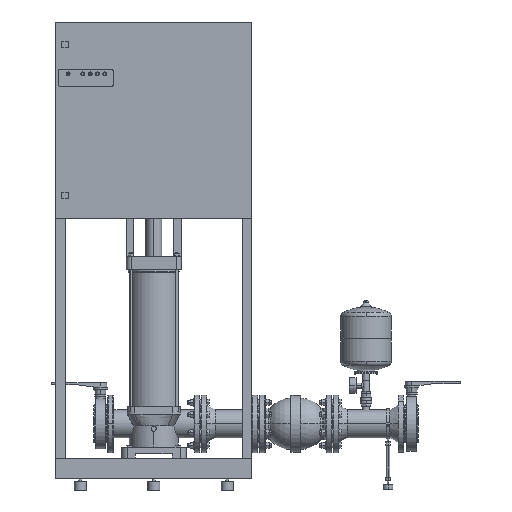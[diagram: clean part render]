
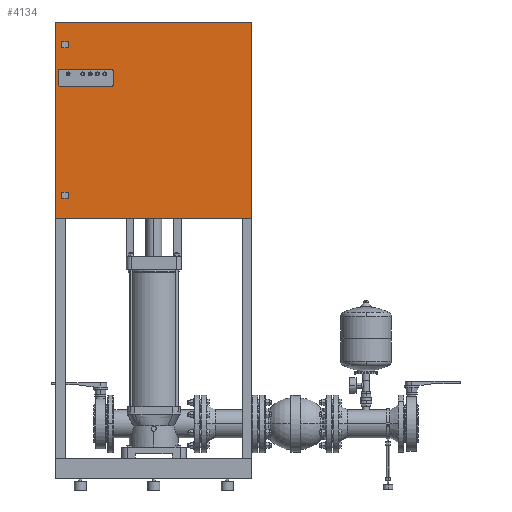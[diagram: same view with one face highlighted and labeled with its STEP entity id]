
A CAD part, front view. The second image highlights one B-rep face of the part: STEP entity #4134.
In plain terms, the highlighted planar face has unit normal (0, -1, 0).
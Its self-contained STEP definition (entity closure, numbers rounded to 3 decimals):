
#3393=CARTESIAN_POINT('',(400.0,-525.0,1910.0));
#3394=VERTEX_POINT('',#3393);
#3395=CARTESIAN_POINT('',(400.0,-525.0,1110.0));
#3396=VERTEX_POINT('',#3395);
#3397=CARTESIAN_POINT('',(400.0,-525.0,1910.0));
#3398=DIRECTION('',(0.0,0.0,-1.0));
#3399=VECTOR('',#3398,800.0);
#3400=LINE('',#3397,#3399);
#3401=EDGE_CURVE('',#3394,#3396,#3400,.T.);
#3510=CARTESIAN_POINT('',(-385.,-525.0,1715.0));
#3511=VERTEX_POINT('',#3510);
#3518=CARTESIAN_POINT('',(-390.,-525.0,1710.0));
#3519=VERTEX_POINT('',#3518);
#3520=CARTESIAN_POINT('',(-385.,-525.,1710.0));
#3521=DIRECTION('',(0.0,1.,0.0));
#3522=DIRECTION('',(-0.707,0.0,0.707));
#3523=AXIS2_PLACEMENT_3D('',#3520,#3521,#3522);
#3524=CIRCLE('',#3523,5.);
#3525=EDGE_CURVE('',#3519,#3511,#3524,.T.);
#3542=CARTESIAN_POINT('',(-390.,-525.0,1653.0));
#3543=VERTEX_POINT('',#3542);
#3544=CARTESIAN_POINT('',(-390.,-525.0,1653.0));
#3545=DIRECTION('',(0.0,0.0,1.0));
#3546=VECTOR('',#3545,57.0);
#3547=LINE('',#3544,#3546);
#3548=EDGE_CURVE('',#3543,#3519,#3547,.T.);
#3565=CARTESIAN_POINT('',(-385.,-525.0,1648.0));
#3566=VERTEX_POINT('',#3565);
#3567=CARTESIAN_POINT('',(-385.,-525.,1653.0));
#3568=DIRECTION('',(0.0,1.,0.0));
#3569=DIRECTION('',(-0.707,0.0,-0.707));
#3570=AXIS2_PLACEMENT_3D('',#3567,#3568,#3569);
#3571=CIRCLE('',#3570,5.);
#3572=EDGE_CURVE('',#3566,#3543,#3571,.T.);
#3592=CARTESIAN_POINT('',(-171.0,-525.0,1715.0));
#3593=VERTEX_POINT('',#3592);
#3600=CARTESIAN_POINT('',(-385.,-525.0,1715.0));
#3601=DIRECTION('',(1.0,0.0,0.0));
#3602=VECTOR('',#3601,214.);
#3603=LINE('',#3600,#3602);
#3604=EDGE_CURVE('',#3511,#3593,#3603,.T.);
#3615=CARTESIAN_POINT('',(-171.0,-525.0,1648.0));
#3616=VERTEX_POINT('',#3615);
#3617=CARTESIAN_POINT('',(-171.0,-525.0,1648.0));
#3618=DIRECTION('',(-1.0,0.0,0.0));
#3619=VECTOR('',#3618,214.);
#3620=LINE('',#3617,#3619);
#3621=EDGE_CURVE('',#3616,#3566,#3620,.T.);
#3640=CARTESIAN_POINT('',(-166.0,-525.0,1653.0));
#3641=VERTEX_POINT('',#3640);
#3642=CARTESIAN_POINT('',(-171.0,-525.,1653.0));
#3643=DIRECTION('',(0.0,1.0,0.0));
#3644=DIRECTION('',(0.0,0.0,1.0));
#3645=AXIS2_PLACEMENT_3D('',#3642,#3643,#3644);
#3646=CIRCLE('',#3645,5.);
#3647=EDGE_CURVE('',#3641,#3616,#3646,.T.);
#3665=CARTESIAN_POINT('',(-166.0,-525.0,1710.0));
#3666=VERTEX_POINT('',#3665);
#3667=CARTESIAN_POINT('',(-166.0,-525.0,1710.0));
#3668=DIRECTION('',(0.0,0.0,-1.0));
#3669=VECTOR('',#3668,57.0);
#3670=LINE('',#3667,#3669);
#3671=EDGE_CURVE('',#3666,#3641,#3670,.T.);
#3689=CARTESIAN_POINT('',(-171.0,-525.,1710.0));
#3690=DIRECTION('',(0.0,1.0,0.0));
#3691=DIRECTION('',(-1.0,0.0,0.0));
#3692=AXIS2_PLACEMENT_3D('',#3689,#3690,#3691);
#3693=CIRCLE('',#3692,5.);
#3694=EDGE_CURVE('',#3593,#3666,#3693,.T.);
#3746=CARTESIAN_POINT('',(-350.,-525.,1830.0));
#3747=VERTEX_POINT('',#3746);
#3754=CARTESIAN_POINT('',(-375.,-525.,1830.0));
#3755=VERTEX_POINT('',#3754);
#3756=CARTESIAN_POINT('',(-375.,-525.,1830.0));
#3757=DIRECTION('',(1.0,0.0,0.0));
#3758=VECTOR('',#3757,25.0);
#3759=LINE('',#3756,#3758);
#3760=EDGE_CURVE('',#3755,#3747,#3759,.T.);
#3778=CARTESIAN_POINT('',(-375.0,-525.,1805.0));
#3779=VERTEX_POINT('',#3778);
#3780=CARTESIAN_POINT('',(-375.0,-525.,1805.0));
#3781=DIRECTION('',(0.0,0.0,1.0));
#3782=VECTOR('',#3781,25.0);
#3783=LINE('',#3780,#3782);
#3784=EDGE_CURVE('',#3779,#3755,#3783,.T.);
#3802=CARTESIAN_POINT('',(-350.,-525.,1805.0));
#3803=VERTEX_POINT('',#3802);
#3804=CARTESIAN_POINT('',(-350.,-525.,1805.0));
#3805=DIRECTION('',(-1.0,0.0,0.0));
#3806=VECTOR('',#3805,25.);
#3807=LINE('',#3804,#3806);
#3808=EDGE_CURVE('',#3803,#3779,#3807,.T.);
#3826=CARTESIAN_POINT('',(-350.,-525.,1830.0));
#3827=DIRECTION('',(0.0,0.0,-1.0));
#3828=VECTOR('',#3827,25.0);
#3829=LINE('',#3826,#3828);
#3830=EDGE_CURVE('',#3747,#3803,#3829,.T.);
#3851=CARTESIAN_POINT('',(-400.,-525.0,1110.0));
#3852=VERTEX_POINT('',#3851);
#3859=CARTESIAN_POINT('',(-400.,-525.0,1910.0));
#3860=VERTEX_POINT('',#3859);
#3861=CARTESIAN_POINT('',(-400.,-525.0,1110.0));
#3862=DIRECTION('',(0.0,0.0,1.0));
#3863=VECTOR('',#3862,800.0);
#3864=LINE('',#3861,#3863);
#3865=EDGE_CURVE('',#3852,#3860,#3864,.T.);
#3931=CARTESIAN_POINT('',(-350.,-525.,1190.0));
#3932=VERTEX_POINT('',#3931);
#3939=CARTESIAN_POINT('',(-350.,-525.,1215.0));
#3940=VERTEX_POINT('',#3939);
#3941=CARTESIAN_POINT('',(-350.,-525.,1215.0));
#3942=DIRECTION('',(0.0,0.0,-1.0));
#3943=VECTOR('',#3942,25.0);
#3944=LINE('',#3941,#3943);
#3945=EDGE_CURVE('',#3940,#3932,#3944,.T.);
#3969=CARTESIAN_POINT('',(-375.,-525.,1190.0));
#3970=VERTEX_POINT('',#3969);
#3977=CARTESIAN_POINT('',(-350.,-525.,1190.0));
#3978=DIRECTION('',(-1.0,0.0,0.0));
#3979=VECTOR('',#3978,25.);
#3980=LINE('',#3977,#3979);
#3981=EDGE_CURVE('',#3932,#3970,#3980,.T.);
#4000=CARTESIAN_POINT('',(-375.,-525.,1215.0));
#4001=VERTEX_POINT('',#4000);
#4008=CARTESIAN_POINT('',(-375.,-525.,1190.0));
#4009=DIRECTION('',(0.0,0.0,1.0));
#4010=VECTOR('',#4009,25.0);
#4011=LINE('',#4008,#4010);
#4012=EDGE_CURVE('',#3970,#4001,#4011,.T.);
#4030=CARTESIAN_POINT('',(-375.,-525.,1215.0));
#4031=DIRECTION('',(1.0,0.0,0.0));
#4032=VECTOR('',#4031,25.);
#4033=LINE('',#4030,#4032);
#4034=EDGE_CURVE('',#4001,#3940,#4033,.T.);
#4079=CARTESIAN_POINT('',(-400.,-525.0,1910.0));
#4080=DIRECTION('',(1.0,0.0,0.0));
#4081=VECTOR('',#4080,800.0);
#4082=LINE('',#4079,#4081);
#4083=EDGE_CURVE('',#3860,#3394,#4082,.T.);
#4096=CARTESIAN_POINT('',(-100.,-525.,1330.0));
#4097=DIRECTION('',(0.0,-1.0,0.0));
#4098=DIRECTION('',(1.0,0.0,0.0));
#4099=AXIS2_PLACEMENT_3D('',#4096,#4097,#4098);
#4100=PLANE('',#4099);
#4101=CARTESIAN_POINT('',(400.0,-525.0,1110.0));
#4102=DIRECTION('',(-1.0,0.0,0.0));
#4103=VECTOR('',#4102,800.);
#4104=LINE('',#4101,#4103);
#4105=EDGE_CURVE('',#3396,#3852,#4104,.T.);
#4106=ORIENTED_EDGE('',*,*,#4105,.F.);
#4107=ORIENTED_EDGE('',*,*,#3401,.F.);
#4108=ORIENTED_EDGE('',*,*,#4083,.F.);
#4109=ORIENTED_EDGE('',*,*,#3865,.F.);
#4110=EDGE_LOOP('',(#4106,#4107,#4108,#4109));
#4111=FACE_OUTER_BOUND('',#4110,.T.);
#4112=ORIENTED_EDGE('',*,*,#3945,.T.);
#4113=ORIENTED_EDGE('',*,*,#3981,.T.);
#4114=ORIENTED_EDGE('',*,*,#4012,.T.);
#4115=ORIENTED_EDGE('',*,*,#4034,.T.);
#4116=EDGE_LOOP('',(#4112,#4113,#4114,#4115));
#4117=FACE_BOUND('',#4116,.T.);
#4118=ORIENTED_EDGE('',*,*,#3525,.T.);
#4119=ORIENTED_EDGE('',*,*,#3604,.T.);
#4120=ORIENTED_EDGE('',*,*,#3694,.T.);
#4121=ORIENTED_EDGE('',*,*,#3671,.T.);
#4122=ORIENTED_EDGE('',*,*,#3647,.T.);
#4123=ORIENTED_EDGE('',*,*,#3621,.T.);
#4124=ORIENTED_EDGE('',*,*,#3572,.T.);
#4125=ORIENTED_EDGE('',*,*,#3548,.T.);
#4126=EDGE_LOOP('',(#4118,#4119,#4120,#4121,#4122,#4123,#4124,#4125));
#4127=FACE_BOUND('',#4126,.T.);
#4128=ORIENTED_EDGE('',*,*,#3760,.T.);
#4129=ORIENTED_EDGE('',*,*,#3830,.T.);
#4130=ORIENTED_EDGE('',*,*,#3808,.T.);
#4131=ORIENTED_EDGE('',*,*,#3784,.T.);
#4132=EDGE_LOOP('',(#4128,#4129,#4130,#4131));
#4133=FACE_BOUND('',#4132,.T.);
#4134=ADVANCED_FACE('',(#4111,#4117,#4127,#4133),#4100,.T.);
